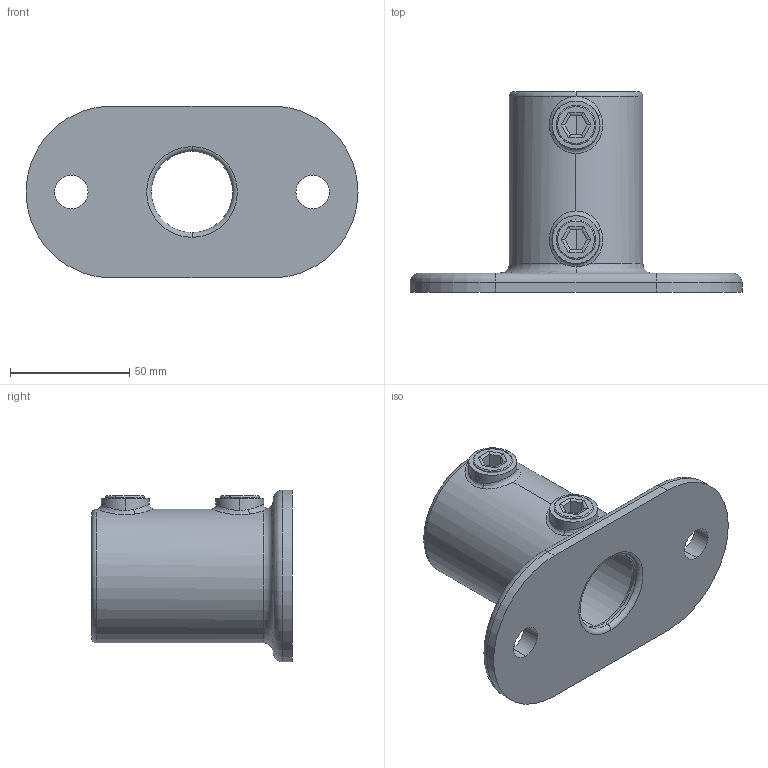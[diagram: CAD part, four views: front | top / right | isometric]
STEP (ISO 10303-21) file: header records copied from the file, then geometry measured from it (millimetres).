
FILE_DESCRIPTION (( 'STEP AP203' ), '1' );
FILE_NAME ('132-C42.step', '2015-09-17T16:18:29', ( '' ), ( '' ), 'SwSTEP 2.0', 'SolidWorks 2015', '' );
FILE_SCHEMA (( 'CONFIG_CONTROL_DESIGN' ));
Length unit declared in the file: millimetre
Products named in the file (3): 132-C42 Teil1; 132-C42 Teil2; 132-C42
Assembly tree (3 placements, depth 2):
  132-C42
    132-C42 Teil1
    132-C42 Teil2  x2
Bounding box: 139 x 84 x 72 mm (x, y, z)
Volume: 133756.2 mm3; surface area: 45939.3 mm2
Topology: 3 solids, 3 shells, 99 faces, 232 edges, 138 vertices
Faces by surface type: cylinder 50, plane 25, torus 20, bspline 4
Entity records: 3578 total; most frequent: CARTESIAN_POINT 1570, DIRECTION 362, ORIENTED_EDGE 352, EDGE_CURVE 176, AXIS2_PLACEMENT_3D 149, VERTEX_POINT 106, EDGE_LOOP 84, CIRCLE 74
